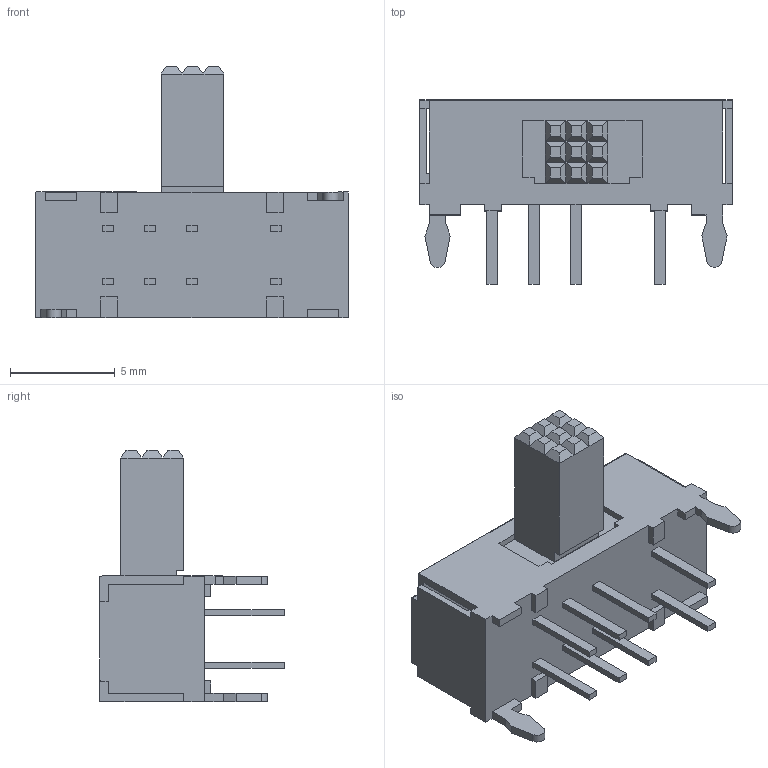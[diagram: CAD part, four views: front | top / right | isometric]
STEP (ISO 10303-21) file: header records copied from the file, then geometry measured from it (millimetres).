
FILE_DESCRIPTION((' '),'2;1');
FILE_NAME('EG2308A.stp','2017-07-19T11:41:41',(' '),(' '),' ','ACIS',' ');
FILE_SCHEMA(('CONFIG_CONTROL_DESIGN'));
Length unit declared in the file: inch
Products named in the file (1): EG2308A.stp
Bounding box: 14.9 x 8.8 x 12 mm (x, y, z)
Volume: 336 mm3; surface area: 941 mm2
Topology: 1 solids, 1 shells, 248 faces, 664 edges, 424 vertices
Faces by surface type: plane 240, cylinder 8
Entity records: 7649 total; most frequent: CARTESIAN_POINT 1337, ORIENTED_EDGE 1328, DIRECTION 1178, EDGE_CURVE 664, VECTOR 648, LINE 648, VERTEX_POINT 424, EDGE_LOOP 266
